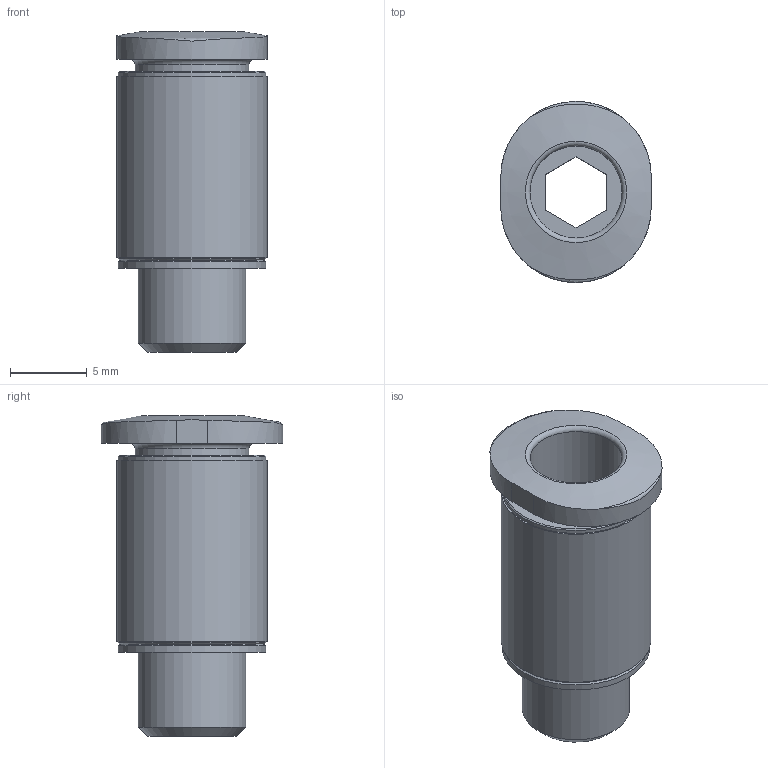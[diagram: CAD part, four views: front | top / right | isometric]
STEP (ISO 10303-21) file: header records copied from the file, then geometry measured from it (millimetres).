
FILE_DESCRIPTION(/* description */ ('STEP AP214'),/* implementation_level */ '2;1');
FILE_NAME(/* name */ '153321_QSM-M7-6-I',/* time_stamp */ '2024-09-12T08:36:45+02:00',/* author */ ('License CC BY-ND 4.0'),/* organization */ ('CADENAS'),/* preprocessor_version */ 'ST-DEVELOPER v19.3',/* originating_system */ 'PARTsolutions',/* authorisation */ ' ');
FILE_SCHEMA (('AUTOMOTIVE_DESIGN {1 0 10303 214 3 1 1}'));
Length unit declared in the file: millimetre
Products named in the file (1): 153321 QSM-M7-6-I
Bounding box: 9.8 x 11.8 x 20.9 mm (x, y, z)
Volume: 899.7 mm3; surface area: 1146 mm2
Topology: 1 solids, 1 shells, 33 faces, 72 edges, 46 vertices
Faces by surface type: plane 15, cylinder 9, cone 5, torus 4
Full cylindrical faces by diameter (mm): 6 x1, 7 x1, 7.4 x1, 9.6 x3, 9.8 x1
Entity records: 1092 total; most frequent: CARTESIAN_POINT 166, DIRECTION 138, ORIENTED_EDGE 114, EDGE_CURVE 57, AXIS2_PLACEMENT_3D 57, EDGE_LOOP 54, FACE_BOUND 54, VERTEX_POINT 45
